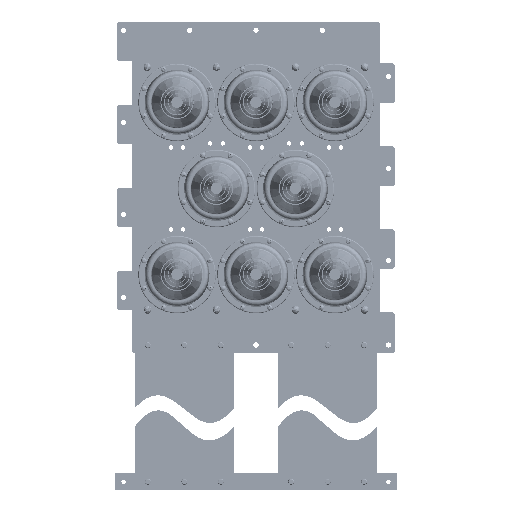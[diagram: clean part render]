
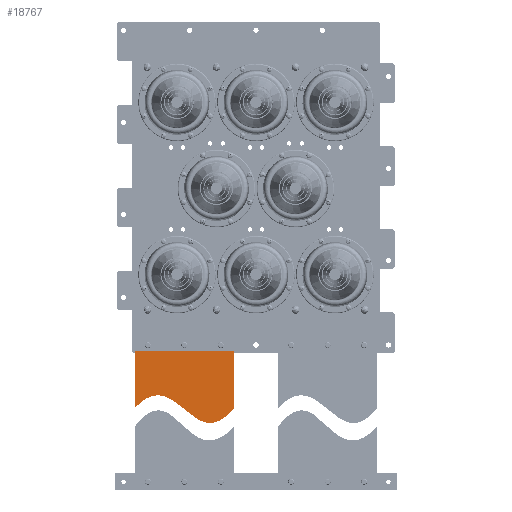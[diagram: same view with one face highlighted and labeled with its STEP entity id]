
A CAD part, top view. The second image highlights one B-rep face of the part: STEP entity #18767.
In plain terms, the highlighted planar face has unit normal (0, 0, 1).
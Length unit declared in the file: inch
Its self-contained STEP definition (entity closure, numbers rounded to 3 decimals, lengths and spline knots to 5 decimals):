
#144 = DIRECTION ( 'NONE',  ( 1., 0., 0. ) ) ;
#148 = AXIS2_PLACEMENT_3D ( 'NONE', #22541, #30159, #144 ) ;
#406 = VERTEX_POINT ( 'NONE', #4334 ) ;
#583 = ORIENTED_EDGE ( 'NONE', *, *, #25816, .F. ) ;
#865 = DIRECTION ( 'NONE',  ( 0., 0., 1. ) ) ;
#1431 = AXIS2_PLACEMENT_3D ( 'NONE', #29899, #17288, #14799 ) ;
#1898 = VECTOR ( 'NONE', #24488, 39.37008 ) ;
#2009 = ORIENTED_EDGE ( 'NONE', *, *, #25856, .F. ) ;
#2233 = CARTESIAN_POINT ( 'NONE',  ( 4.125, -2.2, 0.1 ) ) ;
#3382 = ORIENTED_EDGE ( 'NONE', *, *, #25335, .T. ) ;
#3455 = ORIENTED_EDGE ( 'NONE', *, *, #24896, .F. ) ;
#3628 = DIRECTION ( 'NONE',  ( 0., 0., 1. ) ) ;
#3829 = ORIENTED_EDGE ( 'NONE', *, *, #11400, .F. ) ;
#4267 = FACE_BOUND ( 'NONE', #27487, .T. ) ;
#4301 = VERTEX_POINT ( 'NONE', #21354 ) ;
#4334 = CARTESIAN_POINT ( 'NONE',  ( 4.0245, -2.2, 0.1 ) ) ;
#4934 = CIRCLE ( 'NONE', #148, 0.1005 ) ;
#6084 = DIRECTION ( 'NONE',  ( 1., 0., 0. ) ) ;
#6248 = CARTESIAN_POINT ( 'NONE',  ( 4.125, 2.2, 0.1 ) ) ;
#6437 = ORIENTED_EDGE ( 'NONE', *, *, #15651, .T. ) ;
#6558 = FACE_BOUND ( 'NONE', #28578, .T. ) ;
#6754 = CARTESIAN_POINT ( 'NONE',  ( 4.0245, 0., 0.1 ) ) ;
#6914 = EDGE_CURVE ( 'NONE', #7602, #17587, #15602, .T. ) ;
#6962 = VERTEX_POINT ( 'NONE', #25754 ) ;
#7421 = CARTESIAN_POINT ( 'NONE',  ( 0.32048, 3., 0.1 ) ) ;
#7523 = CARTESIAN_POINT ( 'NONE',  ( 0.32048, -3., 0.1 ) ) ;
#7602 = VERTEX_POINT ( 'NONE', #7421 ) ;
#7749 = AXIS2_PLACEMENT_3D ( 'NONE', #2233, #22617, #32201 ) ;
#8514 = DIRECTION ( 'NONE',  ( 0., 0., 1. ) ) ;
#8596 = ORIENTED_EDGE ( 'NONE', *, *, #19779, .T. ) ;
#8688 = VERTEX_POINT ( 'NONE', #21350 ) ;
#8727 = DIRECTION ( 'NONE',  ( 0., 1., 0. ) ) ;
#9194 = ORIENTED_EDGE ( 'NONE', *, *, #6914, .T. ) ;
#11226 = LINE ( 'NONE', #31932, #1898 ) ;
#11272 = VECTOR ( 'NONE', #19219, 39.37008 ) ;
#11400 = EDGE_CURVE ( 'NONE', #4301, #406, #22990, .T. ) ;
#11847 = LINE ( 'NONE', #13854, #19469 ) ;
#12000 = CARTESIAN_POINT ( 'NONE',  ( 4.0245, 2.2, 0.1 ) ) ;
#12357 = EDGE_LOOP ( 'NONE', ( #23036, #24079 ) ) ;
#12437 = CIRCLE ( 'NONE', #13505, 0.1005 ) ;
#13505 = AXIS2_PLACEMENT_3D ( 'NONE', #13936, #865, #25903 ) ;
#13619 = CARTESIAN_POINT ( 'NONE',  ( 0.32048, 3., 0.1 ) ) ;
#13854 = CARTESIAN_POINT ( 'NONE',  ( 4.5, -3., 0.1 ) ) ;
#13936 = CARTESIAN_POINT ( 'NONE',  ( 4.125, 0., 0.1 ) ) ;
#14019 = DIRECTION ( 'NONE',  ( 1., 0., 0. ) ) ;
#14799 = DIRECTION ( 'NONE',  ( 1., 0., 0. ) ) ;
#15602 = B_SPLINE_CURVE_WITH_KNOTS ( 'NONE', 3,
 ( #13619, #16095, #18419, #23763 ),
 .UNSPECIFIED., .F., .F.,
 ( 4, 4 ),
 ( 0., 1. ),
 .UNSPECIFIED. ) ;
#15651 = EDGE_CURVE ( 'NONE', #8688, #17760, #11847, .T. ) ;
#16020 = CIRCLE ( 'NONE', #22382, 0.1005 ) ;
#16095 = CARTESIAN_POINT ( 'NONE',  ( 3.077, 0.42928, 0.1 ) ) ;
#16450 = DIRECTION ( 'NONE',  ( 1., 0., 0. ) ) ;
#17288 = DIRECTION ( 'NONE',  ( 0., 0., 1. ) ) ;
#17378 = LINE ( 'NONE', #22368, #11272 ) ;
#17587 = VERTEX_POINT ( 'NONE', #7523 ) ;
#17760 = VERTEX_POINT ( 'NONE', #18279 ) ;
#18279 = CARTESIAN_POINT ( 'NONE',  ( 4.5, 3., 0.1 ) ) ;
#18419 = CARTESIAN_POINT ( 'NONE',  ( -2.69549, -0.5111, 0.1 ) ) ;
#18767 = ADVANCED_FACE ( 'NONE', ( #20816, #6558, #4267, #24167 ), #26642, .T. ) ;
#19219 = DIRECTION ( 'NONE',  ( -1., 0., 0. ) ) ;
#19469 = VECTOR ( 'NONE', #8727, 39.37008 ) ;
#19779 = EDGE_CURVE ( 'NONE', #17760, #7602, #17378, .T. ) ;
#19920 = EDGE_CURVE ( 'NONE', #21977, #28875, #4934, .T. ) ;
#20424 = CIRCLE ( 'NONE', #1431, 0.1005 ) ;
#20816 = FACE_BOUND ( 'NONE', #12357, .T. ) ;
#21350 = CARTESIAN_POINT ( 'NONE',  ( 4.5, -3., 0.1 ) ) ;
#21354 = CARTESIAN_POINT ( 'NONE',  ( 4.2255, -2.2, 0.1 ) ) ;
#21396 = AXIS2_PLACEMENT_3D ( 'NONE', #28564, #8514, #16450 ) ;
#21977 = VERTEX_POINT ( 'NONE', #29676 ) ;
#22093 = EDGE_CURVE ( 'NONE', #28875, #21977, #16020, .T. ) ;
#22368 = CARTESIAN_POINT ( 'NONE',  ( 0.32048, 3., 0.1 ) ) ;
#22382 = AXIS2_PLACEMENT_3D ( 'NONE', #6248, #3628, #6084 ) ;
#22541 = CARTESIAN_POINT ( 'NONE',  ( 4.125, 2.2, 0.1 ) ) ;
#22617 = DIRECTION ( 'NONE',  ( 0., 0., 1. ) ) ;
#22990 = CIRCLE ( 'NONE', #21396, 0.1005 ) ;
#23036 = ORIENTED_EDGE ( 'NONE', *, *, #19920, .F. ) ;
#23763 = CARTESIAN_POINT ( 'NONE',  ( 0.32048, -3., 0.1 ) ) ;
#24079 = ORIENTED_EDGE ( 'NONE', *, *, #22093, .F. ) ;
#24167 = FACE_OUTER_BOUND ( 'NONE', #26397, .T. ) ;
#24488 = DIRECTION ( 'NONE',  ( 1., 0., 0. ) ) ;
#24896 = EDGE_CURVE ( 'NONE', #6962, #28419, #12437, .T. ) ;
#25335 = EDGE_CURVE ( 'NONE', #17587, #8688, #11226, .T. ) ;
#25754 = CARTESIAN_POINT ( 'NONE',  ( 4.2255, 0., 0.1 ) ) ;
#25816 = EDGE_CURVE ( 'NONE', #406, #4301, #27879, .T. ) ;
#25856 = EDGE_CURVE ( 'NONE', #28419, #6962, #20424, .T. ) ;
#25903 = DIRECTION ( 'NONE',  ( 1., 0., 0. ) ) ;
#26397 = EDGE_LOOP ( 'NONE', ( #6437, #8596, #9194, #3382 ) ) ;
#26642 = PLANE ( 'NONE',  #31840 ) ;
#27487 = EDGE_LOOP ( 'NONE', ( #3829, #583 ) ) ;
#27879 = CIRCLE ( 'NONE', #7749, 0.1005 ) ;
#28419 = VERTEX_POINT ( 'NONE', #6754 ) ;
#28564 = CARTESIAN_POINT ( 'NONE',  ( 4.125, -2.2, 0.1 ) ) ;
#28578 = EDGE_LOOP ( 'NONE', ( #3455, #2009 ) ) ;
#28785 = CARTESIAN_POINT ( 'NONE',  ( 0.22318, -0.03068, 0.1 ) ) ;
#28875 = VERTEX_POINT ( 'NONE', #12000 ) ;
#29676 = CARTESIAN_POINT ( 'NONE',  ( 4.2255, 2.2, 0.1 ) ) ;
#29899 = CARTESIAN_POINT ( 'NONE',  ( 4.125, 0., 0.1 ) ) ;
#30159 = DIRECTION ( 'NONE',  ( 0., 0., 1. ) ) ;
#31760 = DIRECTION ( 'NONE',  ( 0., 0., 1. ) ) ;
#31840 = AXIS2_PLACEMENT_3D ( 'NONE', #28785, #31760, #14019 ) ;
#31932 = CARTESIAN_POINT ( 'NONE',  ( 0.32048, -3., 0.1 ) ) ;
#32201 = DIRECTION ( 'NONE',  ( 1., 0., 0. ) ) ;
